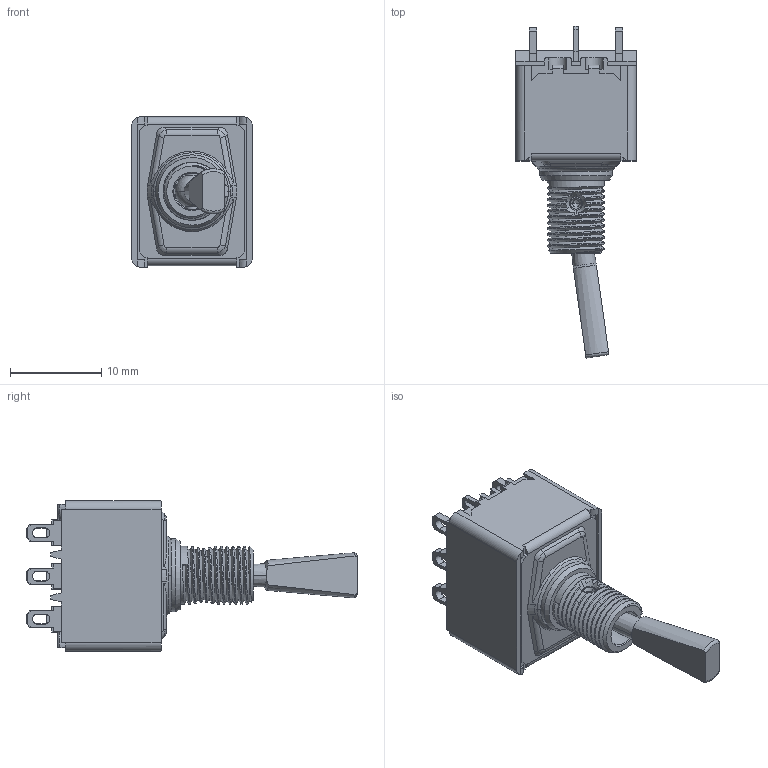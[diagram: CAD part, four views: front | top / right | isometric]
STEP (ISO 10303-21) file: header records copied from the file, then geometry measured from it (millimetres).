
FILE_DESCRIPTION((''),'2;1');
FILE_NAME('5656A-9','2013-06-26T',('jpetit'),(''),'PRO/ENGINEER BY PARAMETRIC TECHNOLOGY CORPORATION, 2012480','PRO/ENGINEER BY PARAMETRIC TECHNOLOGY CORPORATION, 2012480','');
FILE_SCHEMA(('CONFIG_CONTROL_DESIGN'));
Length unit declared in the file: millimetre
Products named in the file (1): 5656A-9
Bounding box: 13.2 x 36.39 x 16.5 mm (x, y, z)
Volume: 1477.2 mm3; surface area: 3447.9 mm2
Topology: 3 solids, 3 shells, 906 faces, 2524 edges, 1587 vertices
Faces by surface type: plane 594, cylinder 183, bspline 64, cone 29, sphere 26, torus 10
Entity records: 36385 total; most frequent: CARTESIAN_POINT 13919, ORIENTED_EDGE 5044, DIRECTION 4097, EDGE_CURVE 2522, VECTOR 1811, LINE 1811, VERTEX_POINT 1587, AXIS2_PLACEMENT_3D 1143
